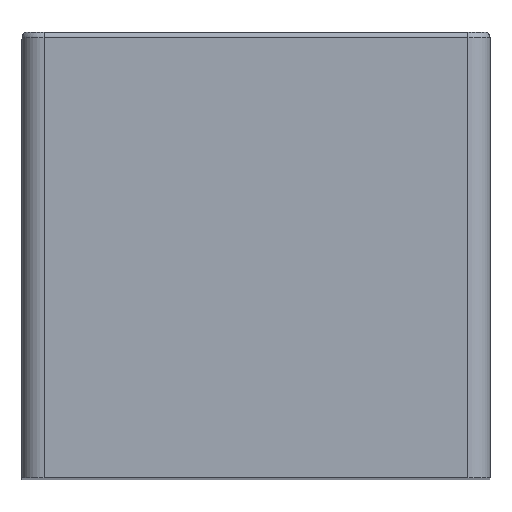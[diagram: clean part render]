
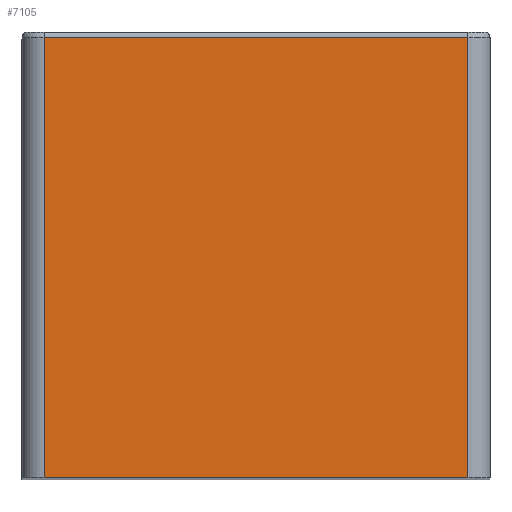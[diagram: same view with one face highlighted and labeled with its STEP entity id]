
A CAD part, top view. The second image highlights one B-rep face of the part: STEP entity #7105.
In plain terms, the highlighted planar face has unit normal (0, 0, 1).
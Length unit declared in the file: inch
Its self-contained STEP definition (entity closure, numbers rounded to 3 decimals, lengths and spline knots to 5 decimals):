
#122 = EDGE_LOOP ( 'NONE', ( #2981, #3228, #3685, #5440 ) ) ;
#397 = VECTOR ( 'NONE', #3149, 39.37008 ) ;
#426 = DIRECTION ( 'NONE',  ( 0., 0., -1. ) ) ;
#508 = CARTESIAN_POINT ( 'NONE',  ( -1.9, 4., 5. ) ) ;
#762 = LINE ( 'NONE', #5578, #397 ) ;
#765 = DIRECTION ( 'NONE',  ( -1., 0., 0. ) ) ;
#1129 = VERTEX_POINT ( 'NONE', #7214 ) ;
#1449 = VERTEX_POINT ( 'NONE', #3598 ) ;
#1921 = AXIS2_PLACEMENT_3D ( 'NONE', #5792, #426, #2825 ) ;
#2825 = DIRECTION ( 'NONE',  ( -1., 0., 0. ) ) ;
#2905 = DIRECTION ( 'NONE',  ( 0., -1., 0. ) ) ;
#2981 = ORIENTED_EDGE ( 'NONE', *, *, #6061, .F. ) ;
#3149 = DIRECTION ( 'NONE',  ( 0., -1., 0. ) ) ;
#3228 = ORIENTED_EDGE ( 'NONE', *, *, #3747, .T. ) ;
#3382 = CARTESIAN_POINT ( 'NONE',  ( 1.9, 0., 5. ) ) ;
#3598 = CARTESIAN_POINT ( 'NONE',  ( -1.9, 3.95, 5. ) ) ;
#3685 = ORIENTED_EDGE ( 'NONE', *, *, #7153, .T. ) ;
#3747 = EDGE_CURVE ( 'NONE', #5095, #1449, #6123, .T. ) ;
#3969 = CARTESIAN_POINT ( 'NONE',  ( -1.9, 0., 5. ) ) ;
#4006 = LINE ( 'NONE', #3969, #6411 ) ;
#4407 = CARTESIAN_POINT ( 'NONE',  ( -1.9, 3.95, 5. ) ) ;
#4620 = PLANE ( 'NONE',  #1921 ) ;
#5070 = DIRECTION ( 'NONE',  ( 1., 0., 0. ) ) ;
#5095 = VERTEX_POINT ( 'NONE', #5605 ) ;
#5202 = VERTEX_POINT ( 'NONE', #3382 ) ;
#5245 = FACE_OUTER_BOUND ( 'NONE', #122, .T. ) ;
#5440 = ORIENTED_EDGE ( 'NONE', *, *, #7715, .T. ) ;
#5578 = CARTESIAN_POINT ( 'NONE',  ( 1.9, 4., 5. ) ) ;
#5605 = CARTESIAN_POINT ( 'NONE',  ( 1.9, 3.95, 5. ) ) ;
#5792 = CARTESIAN_POINT ( 'NONE',  ( -1.9, 4., 5. ) ) ;
#5867 = LINE ( 'NONE', #508, #6170 ) ;
#6061 = EDGE_CURVE ( 'NONE', #5095, #5202, #762, .T. ) ;
#6123 = LINE ( 'NONE', #4407, #6272 ) ;
#6170 = VECTOR ( 'NONE', #2905, 39.37008 ) ;
#6272 = VECTOR ( 'NONE', #765, 39.37008 ) ;
#6411 = VECTOR ( 'NONE', #5070, 39.37008 ) ;
#7105 = ADVANCED_FACE ( 'NONE', ( #5245 ), #4620, .F. ) ;
#7153 = EDGE_CURVE ( 'NONE', #1449, #1129, #5867, .T. ) ;
#7214 = CARTESIAN_POINT ( 'NONE',  ( -1.9, 0., 5. ) ) ;
#7715 = EDGE_CURVE ( 'NONE', #1129, #5202, #4006, .T. ) ;
